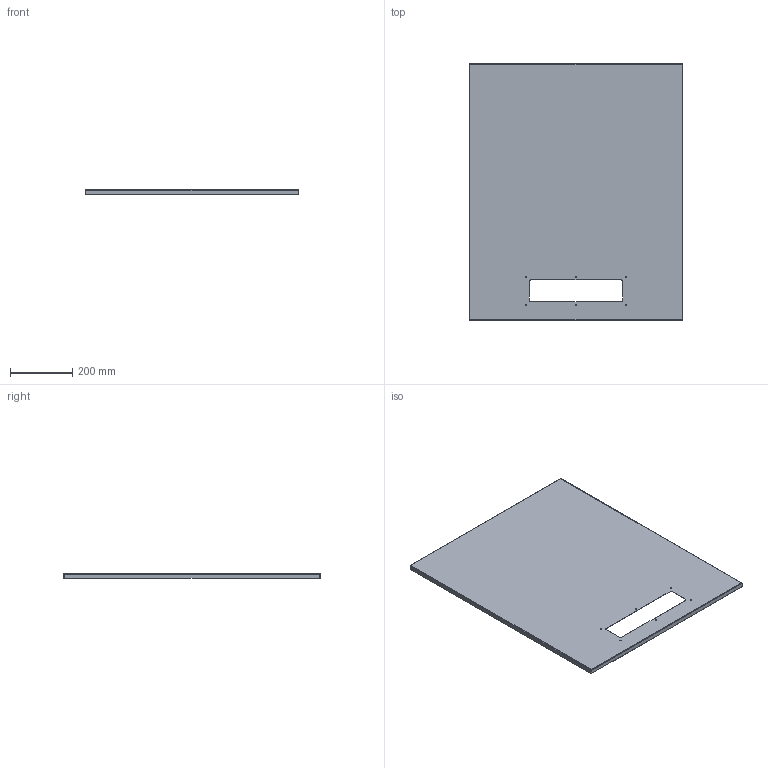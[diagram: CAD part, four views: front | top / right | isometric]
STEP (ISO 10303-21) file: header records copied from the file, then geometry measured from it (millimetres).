
FILE_DESCRIPTION(/* description */ (''),/* implementation_level */ '2;1');
FILE_NAME(/* name */ 'Rear Cover.ipt.step',/* time_stamp */ '2022-11-29T08:42:33+01:00',/* author */ ('diederichbenedict'),/* organization */ (''),/* preprocessor_version */ 'ST-DEVELOPER v18.1',/* originating_system */ 'Autodesk Inventor 2022',/* authorisation */ '');
FILE_SCHEMA (('AUTOMOTIVE_DESIGN { 1 0 10303 214 3 1 1 }'));
Length unit declared in the file: millimetre
Products named in the file (1): Rear Cover
Bounding box: 686.8 x 824.8 x 15 mm (x, y, z)
Volume: 701560.8 mm3; surface area: 1173997.7 mm2
Topology: 1 solids, 1 shells, 60 faces, 142 edges, 84 vertices
Faces by surface type: cylinder 26, plane 26, bspline 8
Full cylindrical faces by diameter (mm): 4.2 x6
Entity records: 2836 total; most frequent: CARTESIAN_POINT 1415, ORIENTED_EDGE 284, DIRECTION 268, EDGE_CURVE 142, LINE 90, VECTOR 90, AXIS2_PLACEMENT_3D 89, VERTEX_POINT 84
